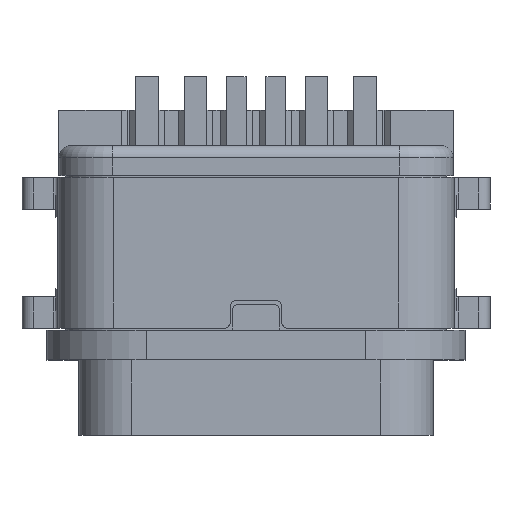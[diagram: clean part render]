
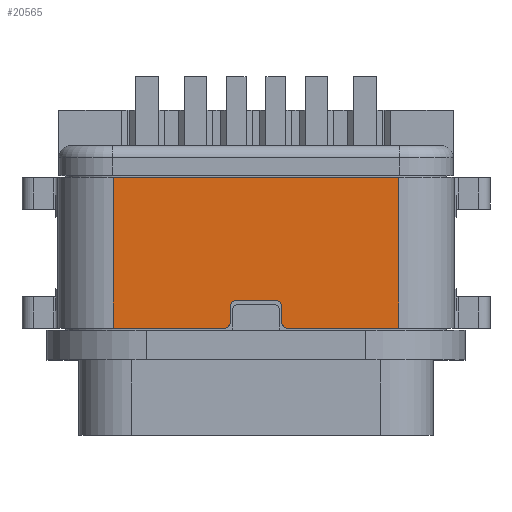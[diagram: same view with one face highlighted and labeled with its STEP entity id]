
A CAD part, top view. The second image highlights one B-rep face of the part: STEP entity #20565.
In plain terms, the highlighted planar face has unit normal (0, 0, 1).
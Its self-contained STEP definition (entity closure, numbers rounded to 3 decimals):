
#6691=DIRECTION('',(1.,0.,0.));
#6692=VECTOR('',#6691,7.19);
#6693=CARTESIAN_POINT('',(-3.595,1.975,2.28));
#6694=LINE('',#6693,#6692);
#6748=DIRECTION('',(-1.,0.,0.));
#6749=VECTOR('',#6748,2.795);
#6750=CARTESIAN_POINT('',(-0.8,-1.825,2.28));
#6751=LINE('',#6750,#6749);
#6802=CARTESIAN_POINT('',(0.8,-1.675,2.28));
#6803=DIRECTION('',(0.,0.,1.));
#6804=DIRECTION('',(-1.,0.,0.));
#6805=AXIS2_PLACEMENT_3D('',#6802,#6803,#6804);
#6807=DIRECTION('',(0.,-1.,0.));
#6808=VECTOR('',#6807,0.4);
#6809=CARTESIAN_POINT('',(0.65,-1.275,2.28));
#6810=LINE('',#6809,#6808);
#6811=CARTESIAN_POINT('',(0.5,-1.275,2.28));
#6812=DIRECTION('',(0.,0.,-1.));
#6813=DIRECTION('',(0.,1.,0.));
#6814=AXIS2_PLACEMENT_3D('',#6811,#6812,#6813);
#6816=DIRECTION('',(1.,0.,0.));
#6817=VECTOR('',#6816,1.);
#6818=CARTESIAN_POINT('',(-0.5,-1.125,2.28));
#6819=LINE('',#6818,#6817);
#6820=CARTESIAN_POINT('',(-0.5,-1.275,2.28));
#6821=DIRECTION('',(0.,0.,-1.));
#6822=DIRECTION('',(-1.,0.,0.));
#6823=AXIS2_PLACEMENT_3D('',#6820,#6821,#6822);
#6825=DIRECTION('',(0.,1.,0.));
#6826=VECTOR('',#6825,0.4);
#6827=CARTESIAN_POINT('',(-0.65,-1.675,2.28));
#6828=LINE('',#6827,#6826);
#6829=CARTESIAN_POINT('',(-0.8,-1.675,2.28));
#6830=DIRECTION('',(0.,0.,1.));
#6831=DIRECTION('',(0.,-1.,0.));
#6832=AXIS2_PLACEMENT_3D('',#6829,#6830,#6831);
#6834=DIRECTION('',(0.,-1.,0.));
#6835=VECTOR('',#6834,3.8);
#6836=CARTESIAN_POINT('',(3.595,1.975,2.28));
#6837=LINE('',#6836,#6835);
#6869=DIRECTION('',(-1.,0.,0.));
#6870=VECTOR('',#6869,2.795);
#6871=CARTESIAN_POINT('',(3.595,-1.825,2.28));
#6872=LINE('',#6871,#6870);
#7896=DIRECTION('',(0.,1.,0.));
#7897=VECTOR('',#7896,3.8);
#7898=CARTESIAN_POINT('',(-3.595,-1.825,2.28));
#7899=LINE('',#7898,#7897);
#10688=CARTESIAN_POINT('',(-0.8,-1.825,2.28));
#10689=CARTESIAN_POINT('',(-3.595,-1.825,2.28));
#10690=VERTEX_POINT('',#10688);
#10691=VERTEX_POINT('',#10689);
#10700=CARTESIAN_POINT('',(-0.65,-1.675,2.28));
#10701=VERTEX_POINT('',#10700);
#10702=CARTESIAN_POINT('',(-0.65,-1.275,2.28));
#10704=VERTEX_POINT('',#10702);
#10706=CARTESIAN_POINT('',(-0.5,-1.125,2.28));
#10707=VERTEX_POINT('',#10706);
#10714=CARTESIAN_POINT('',(0.8,-1.825,2.28));
#10715=VERTEX_POINT('',#10714);
#10716=CARTESIAN_POINT('',(0.65,-1.675,2.28));
#10717=VERTEX_POINT('',#10716);
#10718=CARTESIAN_POINT('',(0.65,-1.275,2.28));
#10719=VERTEX_POINT('',#10718);
#10724=CARTESIAN_POINT('',(0.5,-1.125,2.28));
#10725=VERTEX_POINT('',#10724);
#10794=CARTESIAN_POINT('',(3.595,-1.825,2.28));
#10795=VERTEX_POINT('',#10794);
#10880=CARTESIAN_POINT('',(3.595,1.975,2.28));
#10881=VERTEX_POINT('',#10880);
#10882=CARTESIAN_POINT('',(-3.595,1.975,2.28));
#10883=VERTEX_POINT('',#10882);
#20536=CARTESIAN_POINT('',(4.695,-2.225,2.28));
#20537=DIRECTION('',(0.,0.,1.));
#20538=DIRECTION('',(1.,0.,0.));
#20539=AXIS2_PLACEMENT_3D('',#20536,#20537,#20538);
#20540=PLANE('',#20539);
#20541=ORIENTED_EDGE('',*,*,#20454,.T.);
#20543=ORIENTED_EDGE('',*,*,#20542,.T.);
#20545=ORIENTED_EDGE('',*,*,#20544,.T.);
#20547=ORIENTED_EDGE('',*,*,#20546,.F.);
#20549=ORIENTED_EDGE('',*,*,#20548,.F.);
#20551=ORIENTED_EDGE('',*,*,#20550,.F.);
#20553=ORIENTED_EDGE('',*,*,#20552,.F.);
#20555=ORIENTED_EDGE('',*,*,#20554,.F.);
#20557=ORIENTED_EDGE('',*,*,#20556,.F.);
#20559=ORIENTED_EDGE('',*,*,#20558,.F.);
#20560=ORIENTED_EDGE('',*,*,#20500,.T.);
#20562=ORIENTED_EDGE('',*,*,#20561,.T.);
#20563=EDGE_LOOP('',(#20541,#20543,#20545,#20547,#20549,#20551,#20553,#20555,
#20557,#20559,#20560,#20562));
#20564=FACE_OUTER_BOUND('',#20563,.F.);
#20565=ADVANCED_FACE('',(#20564),#20540,.T.);
#6806=CIRCLE('',#6805,0.15);
#6815=CIRCLE('',#6814,0.15);
#6824=CIRCLE('',#6823,0.15);
#6833=CIRCLE('',#6832,0.15);
#20454=EDGE_CURVE('',#10883,#10881,#6694,.T.);
#20500=EDGE_CURVE('',#10690,#10691,#6751,.T.);
#20542=EDGE_CURVE('',#10881,#10795,#6837,.T.);
#20544=EDGE_CURVE('',#10795,#10715,#6872,.T.);
#20546=EDGE_CURVE('',#10717,#10715,#6806,.T.);
#20548=EDGE_CURVE('',#10719,#10717,#6810,.T.);
#20550=EDGE_CURVE('',#10725,#10719,#6815,.T.);
#20552=EDGE_CURVE('',#10707,#10725,#6819,.T.);
#20554=EDGE_CURVE('',#10704,#10707,#6824,.T.);
#20556=EDGE_CURVE('',#10701,#10704,#6828,.T.);
#20558=EDGE_CURVE('',#10690,#10701,#6833,.T.);
#20561=EDGE_CURVE('',#10691,#10883,#7899,.T.);
